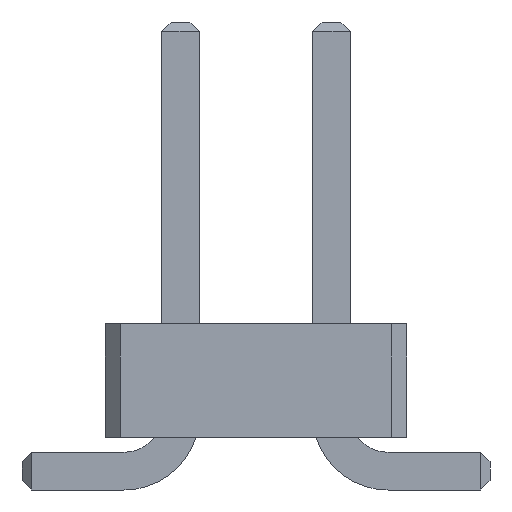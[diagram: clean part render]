
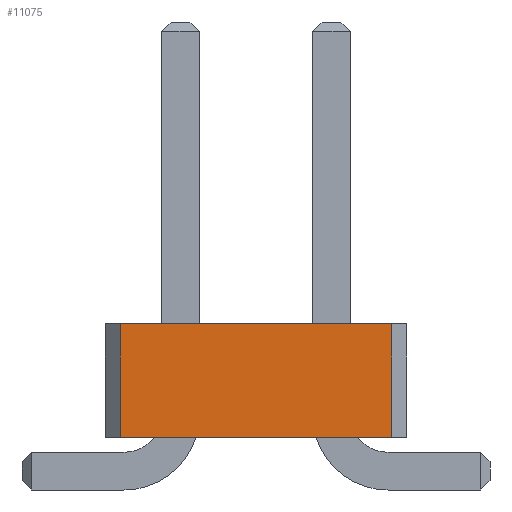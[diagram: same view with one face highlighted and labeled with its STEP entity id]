
A CAD part, front view. The second image highlights one B-rep face of the part: STEP entity #11075.
In plain terms, the highlighted planar face has unit normal (0, -1, 0).
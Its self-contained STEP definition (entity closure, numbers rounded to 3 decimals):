
#863 = VERTEX_POINT('',#864);
#864 = CARTESIAN_POINT('',(1.8,-33.,0.7));
#870 = EDGE_CURVE('',#871,#863,#873,.T.);
#871 = VERTEX_POINT('',#872);
#872 = CARTESIAN_POINT('',(-1.8,-33.,0.7));
#873 = LINE('',#874,#875);
#874 = CARTESIAN_POINT('',(-2.,-33.,0.7));
#875 = VECTOR('',#876,1.);
#876 = DIRECTION('',(1.,0.,0.));
#4731 = VERTEX_POINT('',#4732);
#4732 = CARTESIAN_POINT('',(-1.8,-33.,2.2));
#4738 = EDGE_CURVE('',#4731,#4739,#4741,.T.);
#4739 = VERTEX_POINT('',#4740);
#4740 = CARTESIAN_POINT('',(1.8,-33.,2.2));
#4741 = LINE('',#4742,#4743);
#4742 = CARTESIAN_POINT('',(-2.,-33.,2.2));
#4743 = VECTOR('',#4744,1.);
#4744 = DIRECTION('',(1.,0.,0.));
#11065 = EDGE_CURVE('',#871,#4731,#11066,.T.);
#11066 = LINE('',#11067,#11068);
#11067 = CARTESIAN_POINT('',(-1.8,-33.,0.7));
#11068 = VECTOR('',#11069,1.);
#11069 = DIRECTION('',(0.,0.,1.));
#11075 = ADVANCED_FACE('',(#11076),#11087,.F.);
#11076 = FACE_BOUND('',#11077,.F.);
#11077 = EDGE_LOOP('',(#11078,#11079,#11080,#11081));
#11078 = ORIENTED_EDGE('',*,*,#870,.F.);
#11079 = ORIENTED_EDGE('',*,*,#11065,.T.);
#11080 = ORIENTED_EDGE('',*,*,#4738,.T.);
#11081 = ORIENTED_EDGE('',*,*,#11082,.F.);
#11082 = EDGE_CURVE('',#863,#4739,#11083,.T.);
#11083 = LINE('',#11084,#11085);
#11084 = CARTESIAN_POINT('',(1.8,-33.,0.7));
#11085 = VECTOR('',#11086,1.);
#11086 = DIRECTION('',(0.,0.,1.));
#11087 = PLANE('',#11088);
#11088 = AXIS2_PLACEMENT_3D('',#11089,#11090,#11091);
#11089 = CARTESIAN_POINT('',(-2.,-33.,0.7));
#11090 = DIRECTION('',(0.,1.,0.));
#11091 = DIRECTION('',(1.,0.,0.));
